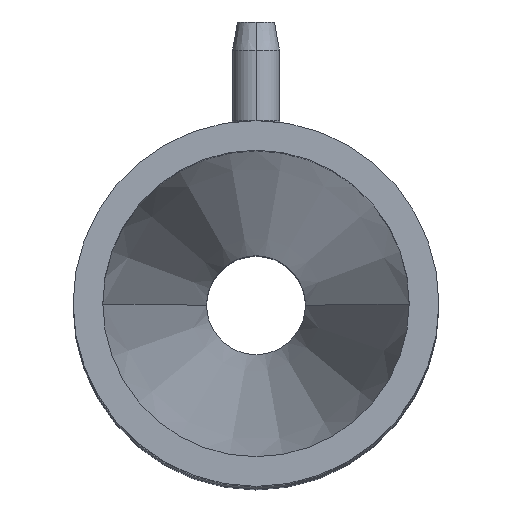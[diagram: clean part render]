
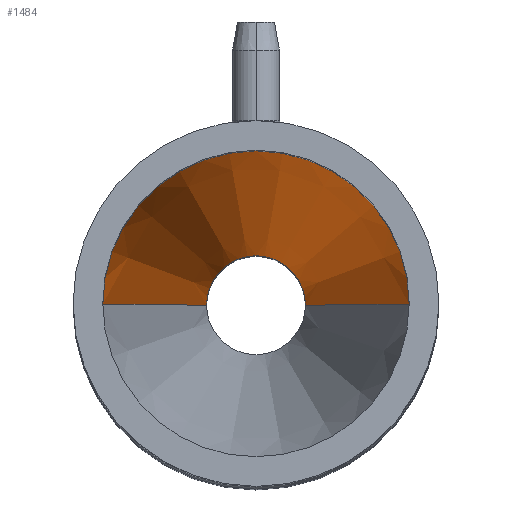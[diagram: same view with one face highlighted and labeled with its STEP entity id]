
A CAD part, top view. The second image highlights one B-rep face of the part: STEP entity #1484.
In plain terms, the highlighted conical face has half-angle 9.926 degrees and reference radius 15.5 mm.
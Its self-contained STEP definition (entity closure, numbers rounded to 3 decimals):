
#36 = AXIS2_PLACEMENT_3D ( 'NONE', #1044, #66, #440 ) ;
#51 = LINE ( 'NONE', #160, #1564 ) ;
#55 = CARTESIAN_POINT ( 'NONE',  ( -15.5, 0., 95.629 ) ) ;
#66 = DIRECTION ( 'NONE',  ( 0., 0., 1. ) ) ;
#123 = ORIENTED_EDGE ( 'NONE', *, *, #439, .T. ) ;
#143 = VECTOR ( 'NONE', #752, 1000. ) ;
#160 = CARTESIAN_POINT ( 'NONE',  ( 15.5, 0., 95.629 ) ) ;
#171 = CIRCLE ( 'NONE', #36, 15.5 ) ;
#215 = CARTESIAN_POINT ( 'NONE',  ( 5., 0., 35.629 ) ) ;
#233 = EDGE_CURVE ( 'NONE', #855, #427, #1120, .T. ) ;
#246 = AXIS2_PLACEMENT_3D ( 'NONE', #833, #1191, #1291 ) ;
#305 = EDGE_CURVE ( 'NONE', #1407, #855, #1305, .T. ) ;
#319 = CARTESIAN_POINT ( 'NONE',  ( 15.5, 0., 95.629 ) ) ;
#364 = FACE_OUTER_BOUND ( 'NONE', #890, .T. ) ;
#394 = DIRECTION ( 'NONE',  ( 0., 0., 1. ) ) ;
#416 = ORIENTED_EDGE ( 'NONE', *, *, #969, .T. ) ;
#427 = VERTEX_POINT ( 'NONE', #55 ) ;
#439 = EDGE_CURVE ( 'NONE', #456, #427, #171, .T. ) ;
#440 = DIRECTION ( 'NONE',  ( 1., 0., 0. ) ) ;
#456 = VERTEX_POINT ( 'NONE', #319 ) ;
#561 = DIRECTION ( 'NONE',  ( 0.172, 0., 0.985 ) ) ;
#613 = DIRECTION ( 'NONE',  ( 1., 0., 0. ) ) ;
#635 = ORIENTED_EDGE ( 'NONE', *, *, #305, .F. ) ;
#694 = CONICAL_SURFACE ( 'NONE', #1384, 15.5, 0.173 ) ;
#752 = DIRECTION ( 'NONE',  ( -0.172, 0., 0.985 ) ) ;
#816 = ORIENTED_EDGE ( 'NONE', *, *, #233, .F. ) ;
#833 = CARTESIAN_POINT ( 'NONE',  ( 0., 0., 35.629 ) ) ;
#855 = VERTEX_POINT ( 'NONE', #1461 ) ;
#890 = EDGE_LOOP ( 'NONE', ( #816, #635, #416, #123 ) ) ;
#969 = EDGE_CURVE ( 'NONE', #1407, #456, #51, .T. ) ;
#1044 = CARTESIAN_POINT ( 'NONE',  ( 0., 0., 95.629 ) ) ;
#1120 = LINE ( 'NONE', #1366, #143 ) ;
#1191 = DIRECTION ( 'NONE',  ( 0., 0., 1. ) ) ;
#1241 = CARTESIAN_POINT ( 'NONE',  ( 0., 0., 95.629 ) ) ;
#1291 = DIRECTION ( 'NONE',  ( 1., 0., 0. ) ) ;
#1305 = CIRCLE ( 'NONE', #246, 5. ) ;
#1366 = CARTESIAN_POINT ( 'NONE',  ( -15.5, 0., 95.629 ) ) ;
#1384 = AXIS2_PLACEMENT_3D ( 'NONE', #1241, #394, #613 ) ;
#1407 = VERTEX_POINT ( 'NONE', #215 ) ;
#1461 = CARTESIAN_POINT ( 'NONE',  ( -5., 0., 35.629 ) ) ;
#1484 = ADVANCED_FACE ( 'NONE', ( #364 ), #694, .F. ) ;
#1564 = VECTOR ( 'NONE', #561, 1000. ) ;
